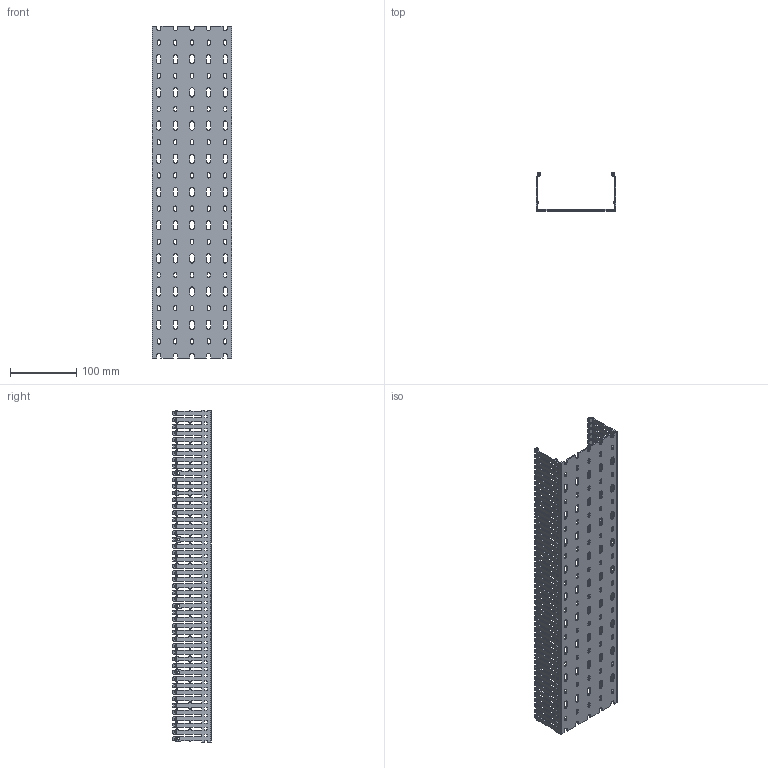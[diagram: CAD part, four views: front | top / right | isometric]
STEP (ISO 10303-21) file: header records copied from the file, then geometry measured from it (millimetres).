
FILE_DESCRIPTION (( 'STEP AP214' ), '1' );
FILE_NAME ('盷贄鍧闉鍕_RL_Corpo_T1_E_120x060.STEP', '2018-11-14T08:40:19', ( '' ), ( '' ), 'SwSTEP 2.0', 'SolidWorks 2016', '' );
FILE_SCHEMA (( 'AUTOMOTIVE_DESIGN' ));
Length unit declared in the file: millimetre
Products named in the file (1): 盷贄鍧闉鍕_RL_Corpo_T1_E_120x060
Bounding box: 120 x 57.43 x 500 mm (x, y, z)
Volume: 187960.9 mm3; surface area: 222654.1 mm2
Topology: 1 solids, 1 shells, 4750 faces, 14254 edges, 9496 vertices
Faces by surface type: cylinder 2640, plane 2110
Full cylindrical faces by diameter (mm): 4 x10
Entity records: 166792 total; most frequent: CARTESIAN_POINT 39139, ORIENTED_EDGE 28468, DIRECTION 25606, EDGE_CURVE 14234, VERTEX_POINT 9486, AXIS2_PLACEMENT_3D 8831, LINE 7944, VECTOR 7944
